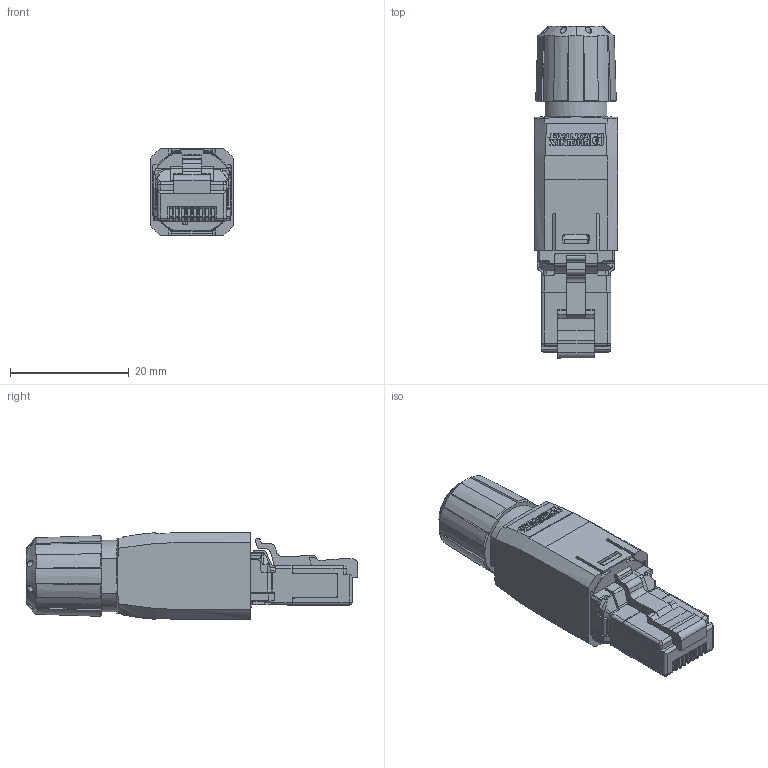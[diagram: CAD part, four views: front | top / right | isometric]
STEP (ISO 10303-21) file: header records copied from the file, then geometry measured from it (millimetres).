
FILE_DESCRIPTION(('Creo Elements/Direct Modeling STEP Export'),'2;1');
FILE_NAME('model.stp','2020-10-12T14:04:25',(''),(''),'Creo Elements/Direct Modeling STEP processor for AP214 (Solid Model)','Creo Elements/Direct Modeling 20.1A 29-Sep-2018 (C) Parametric Technology GmbH','');
FILE_SCHEMA(('AUTOMOTIVE_DESIGN { 1 0 10303 214 1 1 1 1 }'));
Products named in the file (2): VS-PN-RJ45-5-Q_IP20
Assembly tree (1 placements, depth 2):
  VS-PN-RJ45-5-Q_IP20
    VS-PN-RJ45-5-Q_IP20
Bounding box: 14 x 55.85 x 14.6 mm (x, y, z)
Volume: 6616.9 mm3; surface area: 4778 mm2
Topology: 1 solids, 1 shells, 961 faces, 2735 edges, 1797 vertices
Faces by surface type: plane 554, cylinder 252, extrusion 67, torus 34, cone 26, bspline 22, sphere 6
Entity records: 56017 total; most frequent: CARTESIAN_POINT 24435, ORIENTED_EDGE 5458, DIRECTION 4234, EDGE_CURVE 2729, VERTEX_POINT 1797, VECTOR 1636, LINE 1566, AXIS2_PLACEMENT_3D 1299
